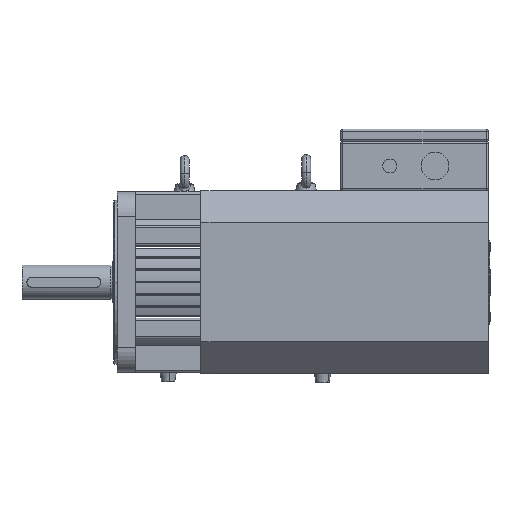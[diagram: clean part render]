
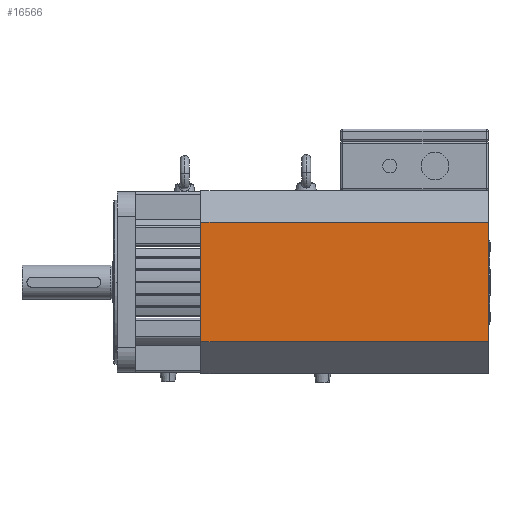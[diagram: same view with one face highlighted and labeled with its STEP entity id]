
A CAD part, top view. The second image highlights one B-rep face of the part: STEP entity #16566.
In plain terms, the highlighted planar face has unit normal (0, 0, 1).
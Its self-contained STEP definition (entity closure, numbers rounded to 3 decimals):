
#1391 = VECTOR ( 'NONE', #11812, 1000. ) ;
#1579 = CARTESIAN_POINT ( 'NONE',  ( 58.5, 72.621, 111.5 ) ) ;
#2680 = LINE ( 'NONE', #7604, #1391 ) ;
#3027 = EDGE_CURVE ( 'NONE', #22827, #17684, #3965, .T. ) ;
#3200 = FACE_OUTER_BOUND ( 'NONE', #15968, .T. ) ;
#3822 = ORIENTED_EDGE ( 'NONE', *, *, #16333, .T. ) ;
#3965 = LINE ( 'NONE', #16199, #19455 ) ;
#5171 = ORIENTED_EDGE ( 'NONE', *, *, #15422, .F. ) ;
#5391 = DIRECTION ( 'NONE',  ( -1., 0., 0. ) ) ;
#6142 = DIRECTION ( 'NONE',  ( 0., -1., 0. ) ) ;
#7520 = DIRECTION ( 'NONE',  ( 0., 0., -1. ) ) ;
#7604 = CARTESIAN_POINT ( 'NONE',  ( 58.5, -111.5, 111.5 ) ) ;
#8557 = ORIENTED_EDGE ( 'NONE', *, *, #3027, .F. ) ;
#8678 = DIRECTION ( 'NONE',  ( -1., 0., 0. ) ) ;
#9580 = CARTESIAN_POINT ( 'NONE',  ( 408.5, -72.621, 111.5 ) ) ;
#10849 = ORIENTED_EDGE ( 'NONE', *, *, #25608, .T. ) ;
#11100 = LINE ( 'NONE', #22618, #15853 ) ;
#11812 = DIRECTION ( 'NONE',  ( 0., -1., 0. ) ) ;
#12758 = CARTESIAN_POINT ( 'NONE',  ( 408.5, 72.621, 111.5 ) ) ;
#13331 = VERTEX_POINT ( 'NONE', #15108 ) ;
#14718 = DIRECTION ( 'NONE',  ( -1., 0., 0. ) ) ;
#15108 = CARTESIAN_POINT ( 'NONE',  ( 58.5, -72.621, 111.5 ) ) ;
#15422 = EDGE_CURVE ( 'NONE', #17684, #13331, #11100, .T. ) ;
#15853 = VECTOR ( 'NONE', #14718, 1000. ) ;
#15968 = EDGE_LOOP ( 'NONE', ( #10849, #5171, #8557, #3822 ) ) ;
#16199 = CARTESIAN_POINT ( 'NONE',  ( 408.5, -111.5, 111.5 ) ) ;
#16333 = EDGE_CURVE ( 'NONE', #22827, #23993, #20612, .T. ) ;
#16566 = ADVANCED_FACE ( 'NONE', ( #3200 ), #21923, .F. ) ;
#17684 = VERTEX_POINT ( 'NONE', #9580 ) ;
#19455 = VECTOR ( 'NONE', #6142, 1000. ) ;
#20532 = AXIS2_PLACEMENT_3D ( 'NONE', #25856, #7520, #5391 ) ;
#20612 = LINE ( 'NONE', #20778, #23455 ) ;
#20778 = CARTESIAN_POINT ( 'NONE',  ( 408.5, 72.621, 111.5 ) ) ;
#21923 = PLANE ( 'NONE',  #20532 ) ;
#22618 = CARTESIAN_POINT ( 'NONE',  ( 408.5, -72.621, 111.5 ) ) ;
#22827 = VERTEX_POINT ( 'NONE', #12758 ) ;
#23455 = VECTOR ( 'NONE', #8678, 1000. ) ;
#23993 = VERTEX_POINT ( 'NONE', #1579 ) ;
#25608 = EDGE_CURVE ( 'NONE', #23993, #13331, #2680, .T. ) ;
#25856 = CARTESIAN_POINT ( 'NONE',  ( 408.5, -111.5, 111.5 ) ) ;
